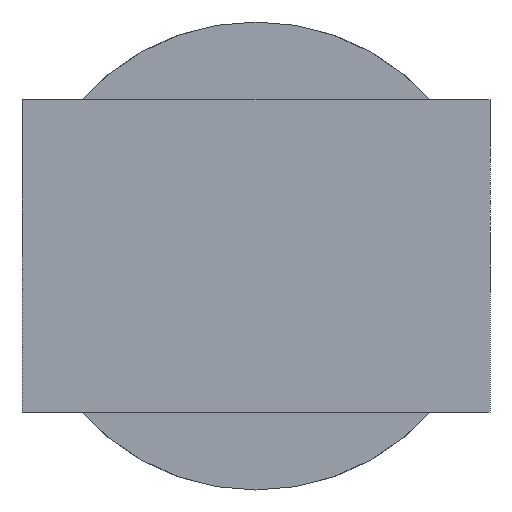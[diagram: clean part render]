
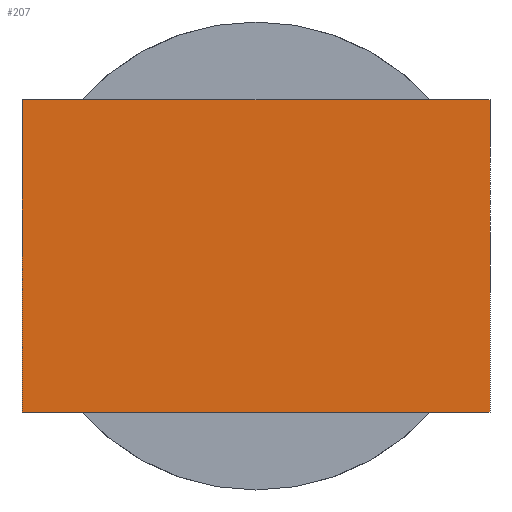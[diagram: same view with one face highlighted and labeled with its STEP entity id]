
A CAD part, left-side view. The second image highlights one B-rep face of the part: STEP entity #207.
In plain terms, the highlighted planar face has unit normal (-1, 0, 0).
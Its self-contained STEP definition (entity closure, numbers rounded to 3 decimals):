
#3 = CARTESIAN_POINT ( 'NONE',  ( 0., -7.5, -5. ) ) ;
#82 = CARTESIAN_POINT ( 'NONE',  ( 0., 7.5, 5. ) ) ;
#96 = DIRECTION ( 'NONE',  ( 0., 1., 0. ) ) ;
#136 = DIRECTION ( 'NONE',  ( 0., 0., 1. ) ) ;
#138 = EDGE_CURVE ( 'NONE', #190, #573, #329, .T. ) ;
#141 = PLANE ( 'NONE',  #226 ) ;
#190 = VERTEX_POINT ( 'NONE', #371 ) ;
#192 = LINE ( 'NONE', #377, #320 ) ;
#196 = DIRECTION ( 'NONE',  ( -1., 0., 0. ) ) ;
#206 = CARTESIAN_POINT ( 'NONE',  ( 0., 7.5, -5. ) ) ;
#207 = ADVANCED_FACE ( 'NONE', ( #276 ), #141, .T. ) ;
#226 = AXIS2_PLACEMENT_3D ( 'NONE', #322, #196, #136 ) ;
#236 = EDGE_LOOP ( 'NONE', ( #241, #444, #479, #424 ) ) ;
#238 = DIRECTION ( 'NONE',  ( 0., 0., 1. ) ) ;
#241 = ORIENTED_EDGE ( 'NONE', *, *, #138, .F. ) ;
#249 = EDGE_CURVE ( 'NONE', #440, #190, #192, .T. ) ;
#253 = DIRECTION ( 'NONE',  ( 0., -1., 0. ) ) ;
#254 = LINE ( 'NONE', #445, #374 ) ;
#264 = CARTESIAN_POINT ( 'NONE',  ( 0., -7.5, 5. ) ) ;
#276 = FACE_OUTER_BOUND ( 'NONE', #236, .T. ) ;
#292 = VECTOR ( 'NONE', #96, 1000. ) ;
#320 = VECTOR ( 'NONE', #469, 1000. ) ;
#322 = CARTESIAN_POINT ( 'NONE',  ( 0., 0., 0. ) ) ;
#329 = LINE ( 'NONE', #3, #292 ) ;
#361 = EDGE_CURVE ( 'NONE', #433, #440, #528, .T. ) ;
#371 = CARTESIAN_POINT ( 'NONE',  ( 0., -7.5, -5. ) ) ;
#374 = VECTOR ( 'NONE', #238, 1000. ) ;
#377 = CARTESIAN_POINT ( 'NONE',  ( 0., -7.5, 5. ) ) ;
#424 = ORIENTED_EDGE ( 'NONE', *, *, #589, .F. ) ;
#433 = VERTEX_POINT ( 'NONE', #82 ) ;
#440 = VERTEX_POINT ( 'NONE', #264 ) ;
#444 = ORIENTED_EDGE ( 'NONE', *, *, #249, .F. ) ;
#445 = CARTESIAN_POINT ( 'NONE',  ( 0., 7.5, 5. ) ) ;
#469 = DIRECTION ( 'NONE',  ( 0., 0., -1. ) ) ;
#479 = ORIENTED_EDGE ( 'NONE', *, *, #361, .F. ) ;
#528 = LINE ( 'NONE', #539, #592 ) ;
#539 = CARTESIAN_POINT ( 'NONE',  ( 0., -7.5, 5. ) ) ;
#573 = VERTEX_POINT ( 'NONE', #206 ) ;
#589 = EDGE_CURVE ( 'NONE', #573, #433, #254, .T. ) ;
#592 = VECTOR ( 'NONE', #253, 1000. ) ;
